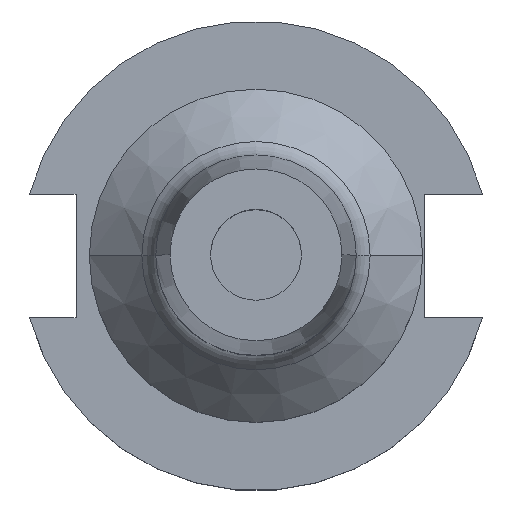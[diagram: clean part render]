
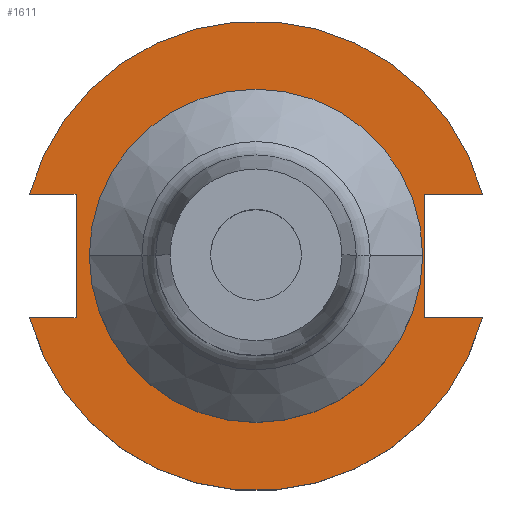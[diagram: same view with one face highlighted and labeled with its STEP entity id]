
A CAD part, top view. The second image highlights one B-rep face of the part: STEP entity #1611.
In plain terms, the highlighted planar face has unit normal (0, 0, 1).
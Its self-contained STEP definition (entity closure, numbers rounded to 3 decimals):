
#41 = AXIS2_PLACEMENT_3D ( 'NONE', #1712, #1588, #432 ) ;
#52 = ORIENTED_EDGE ( 'NONE', *, *, #905, .F. ) ;
#71 = EDGE_LOOP ( 'NONE', ( #858, #164 ) ) ;
#92 = CARTESIAN_POINT ( 'NONE',  ( 35.306, -12.954, 19.05 ) ) ;
#141 = CIRCLE ( 'NONE', #791, 49.212 ) ;
#164 = ORIENTED_EDGE ( 'NONE', *, *, #1627, .F. ) ;
#180 = EDGE_CURVE ( 'NONE', #1292, #1187, #520, .T. ) ;
#206 = VERTEX_POINT ( 'NONE', #732 ) ;
#228 = DIRECTION ( 'NONE',  ( -1., 0., 0. ) ) ;
#277 = PLANE ( 'NONE',  #41 ) ;
#289 = VERTEX_POINT ( 'NONE', #1078 ) ;
#354 = DIRECTION ( 'NONE',  ( 0., -1., 0. ) ) ;
#372 = EDGE_LOOP ( 'NONE', ( #681, #52, #760, #476, #1708, #645, #1770, #505 ) ) ;
#397 = DIRECTION ( 'NONE',  ( 0., 0., 1. ) ) ;
#407 = DIRECTION ( 'NONE',  ( 1., 0., 0. ) ) ;
#408 = CARTESIAN_POINT ( 'NONE',  ( 35.306, 12.954, 19.05 ) ) ;
#419 = DIRECTION ( 'NONE',  ( 0., 0., 1. ) ) ;
#423 = CARTESIAN_POINT ( 'NONE',  ( 0., 0., 19.05 ) ) ;
#432 = DIRECTION ( 'NONE',  ( 1., 0., 0. ) ) ;
#476 = ORIENTED_EDGE ( 'NONE', *, *, #1700, .F. ) ;
#489 = CARTESIAN_POINT ( 'NONE',  ( -47.477, 12.954, 19.05 ) ) ;
#505 = ORIENTED_EDGE ( 'NONE', *, *, #1148, .F. ) ;
#520 = LINE ( 'NONE', #719, #1500 ) ;
#533 = AXIS2_PLACEMENT_3D ( 'NONE', #423, #419, #407 ) ;
#539 = VECTOR ( 'NONE', #354, 1000. ) ;
#565 = CARTESIAN_POINT ( 'NONE',  ( 0., 0., 19.05 ) ) ;
#576 = DIRECTION ( 'NONE',  ( 1., 0., 0. ) ) ;
#585 = CARTESIAN_POINT ( 'NONE',  ( -63.719, -12.954, 19.05 ) ) ;
#594 = DIRECTION ( 'NONE',  ( 0., 0., 1. ) ) ;
#630 = EDGE_CURVE ( 'NONE', #289, #1187, #141, .T. ) ;
#640 = VERTEX_POINT ( 'NONE', #408 ) ;
#645 = ORIENTED_EDGE ( 'NONE', *, *, #180, .F. ) ;
#674 = CARTESIAN_POINT ( 'NONE',  ( 0., 0., 19.05 ) ) ;
#678 = CARTESIAN_POINT ( 'NONE',  ( -37.719, -12.954, 19.05 ) ) ;
#681 = ORIENTED_EDGE ( 'NONE', *, *, #1340, .T. ) ;
#705 = VERTEX_POINT ( 'NONE', #1508 ) ;
#719 = CARTESIAN_POINT ( 'NONE',  ( -63.719, 12.954, 19.05 ) ) ;
#732 = CARTESIAN_POINT ( 'NONE',  ( -34.925, 0., 19.05 ) ) ;
#760 = ORIENTED_EDGE ( 'NONE', *, *, #898, .F. ) ;
#783 = VERTEX_POINT ( 'NONE', #1255 ) ;
#791 = AXIS2_PLACEMENT_3D ( 'NONE', #565, #594, #1099 ) ;
#848 = VERTEX_POINT ( 'NONE', #1731 ) ;
#858 = ORIENTED_EDGE ( 'NONE', *, *, #1183, .F. ) ;
#869 = VECTOR ( 'NONE', #1071, 1000. ) ;
#881 = VERTEX_POINT ( 'NONE', #1769 ) ;
#898 = EDGE_CURVE ( 'NONE', #640, #705, #900, .T. ) ;
#900 = LINE ( 'NONE', #1547, #539 ) ;
#905 = EDGE_CURVE ( 'NONE', #705, #881, #1606, .T. ) ;
#934 = DIRECTION ( 'NONE',  ( 1., 0., 0. ) ) ;
#1030 = EDGE_CURVE ( 'NONE', #1571, #1292, #1352, .T. ) ;
#1034 = FACE_BOUND ( 'NONE', #71, .T. ) ;
#1059 = CARTESIAN_POINT ( 'NONE',  ( -37.719, 12.954, 19.05 ) ) ;
#1071 = DIRECTION ( 'NONE',  ( 0., 1., 0. ) ) ;
#1076 = LINE ( 'NONE', #585, #1717 ) ;
#1078 = CARTESIAN_POINT ( 'NONE',  ( 47.477, 12.954, 19.05 ) ) ;
#1090 = CIRCLE ( 'NONE', #1147, 49.212 ) ;
#1099 = DIRECTION ( 'NONE',  ( 1., 0., 0. ) ) ;
#1147 = AXIS2_PLACEMENT_3D ( 'NONE', #1562, #1416, #1328 ) ;
#1148 = EDGE_CURVE ( 'NONE', #783, #1571, #1076, .T. ) ;
#1183 = EDGE_CURVE ( 'NONE', #848, #206, #1680, .T. ) ;
#1187 = VERTEX_POINT ( 'NONE', #489 ) ;
#1206 = VECTOR ( 'NONE', #228, 1000. ) ;
#1250 = LINE ( 'NONE', #1595, #1206 ) ;
#1255 = CARTESIAN_POINT ( 'NONE',  ( -47.477, -12.954, 19.05 ) ) ;
#1292 = VERTEX_POINT ( 'NONE', #1636 ) ;
#1325 = CIRCLE ( 'NONE', #1716, 34.925 ) ;
#1328 = DIRECTION ( 'NONE',  ( 1., 0., 0. ) ) ;
#1340 = EDGE_CURVE ( 'NONE', #783, #881, #1090, .T. ) ;
#1352 = LINE ( 'NONE', #1059, #869 ) ;
#1369 = FACE_OUTER_BOUND ( 'NONE', #372, .T. ) ;
#1416 = DIRECTION ( 'NONE',  ( 0., 0., 1. ) ) ;
#1491 = DIRECTION ( 'NONE',  ( 1., 0., 0. ) ) ;
#1500 = VECTOR ( 'NONE', #1538, 1000. ) ;
#1508 = CARTESIAN_POINT ( 'NONE',  ( 35.306, -12.954, 19.05 ) ) ;
#1538 = DIRECTION ( 'NONE',  ( -1., 0., 0. ) ) ;
#1547 = CARTESIAN_POINT ( 'NONE',  ( 35.306, 12.954, 19.05 ) ) ;
#1562 = CARTESIAN_POINT ( 'NONE',  ( 0., 0., 19.05 ) ) ;
#1571 = VERTEX_POINT ( 'NONE', #678 ) ;
#1588 = DIRECTION ( 'NONE',  ( 0., 0., 1. ) ) ;
#1595 = CARTESIAN_POINT ( 'NONE',  ( 35.306, 12.954, 19.05 ) ) ;
#1606 = LINE ( 'NONE', #92, #1701 ) ;
#1611 = ADVANCED_FACE ( 'NONE', ( #1034, #1369 ), #277, .T. ) ;
#1627 = EDGE_CURVE ( 'NONE', #206, #848, #1325, .T. ) ;
#1636 = CARTESIAN_POINT ( 'NONE',  ( -37.719, 12.954, 19.05 ) ) ;
#1680 = CIRCLE ( 'NONE', #533, 34.925 ) ;
#1700 = EDGE_CURVE ( 'NONE', #289, #640, #1250, .T. ) ;
#1701 = VECTOR ( 'NONE', #1491, 1000. ) ;
#1708 = ORIENTED_EDGE ( 'NONE', *, *, #630, .T. ) ;
#1712 = CARTESIAN_POINT ( 'NONE',  ( 0., 49.212, 19.05 ) ) ;
#1716 = AXIS2_PLACEMENT_3D ( 'NONE', #674, #397, #934 ) ;
#1717 = VECTOR ( 'NONE', #576, 1000. ) ;
#1731 = CARTESIAN_POINT ( 'NONE',  ( 34.925, 0., 19.05 ) ) ;
#1769 = CARTESIAN_POINT ( 'NONE',  ( 47.477, -12.954, 19.05 ) ) ;
#1770 = ORIENTED_EDGE ( 'NONE', *, *, #1030, .F. ) ;
